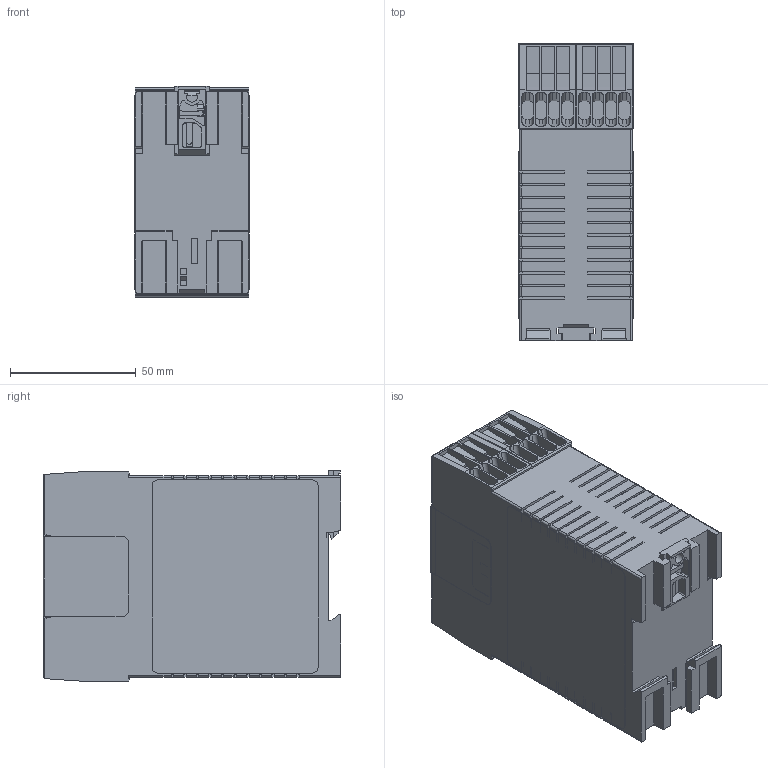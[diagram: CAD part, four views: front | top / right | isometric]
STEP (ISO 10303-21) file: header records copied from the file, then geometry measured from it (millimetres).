
FILE_DESCRIPTION((''),'2;1');
FILE_NAME('192603_SM01_ASM','2022-04-20T13:37:45',('PDMAdmin'),('BANNER ENGINEERING'),'CREO PARAMETRIC BY PTC INC, 2019292','CREO PARAMETRIC BY PTC INC, 2019292','');
FILE_SCHEMA(('CONFIG_CONTROL_DESIGN'));
Length unit declared in the file: inch
Products named in the file (2): 192603_EP01; 192603_SM01_ASM
Assembly tree (1 placements, depth 2):
  192603_SM01_ASM
    192603_EP01
Bounding box: 45.59 x 118.2 x 84.14 mm (x, y, z)
Volume: 357625 mm3; surface area: 71910.9 mm2
Topology: 1 solids, 1 shells, 1783 faces, 5063 edges, 3316 vertices
Faces by surface type: plane 1376, cylinder 351, torus 56
Entity records: 58722 total; most frequent: CARTESIAN_POINT 11857, ORIENTED_EDGE 10126, DIRECTION 9316, EDGE_CURVE 5063, VECTOR 4004, LINE 4004, VERTEX_POINT 3316, AXIS2_PLACEMENT_3D 2656
